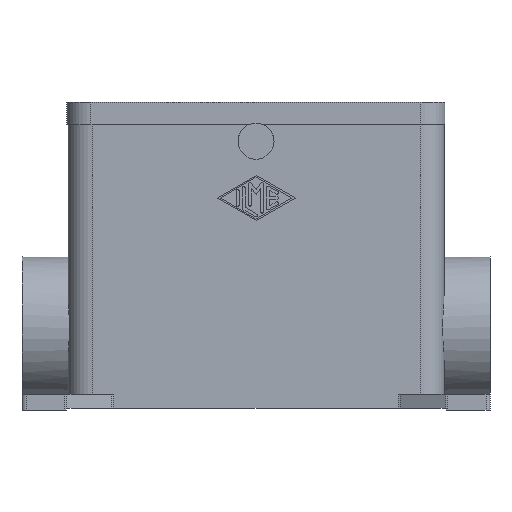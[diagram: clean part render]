
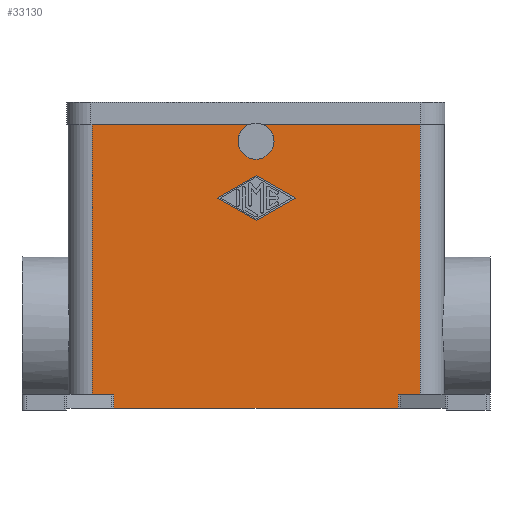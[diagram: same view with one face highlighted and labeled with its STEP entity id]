
A CAD part, front view. The second image highlights one B-rep face of the part: STEP entity #33130.
In plain terms, the highlighted planar face has unit normal (0, -1, 0).
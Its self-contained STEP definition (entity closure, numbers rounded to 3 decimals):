
#9640=CARTESIAN_POINT('',(-35.541,-21.75,-47.5));
#9650=DIRECTION('',(0.,0.,1.));
#9660=VECTOR('',#9650,3.5);
#9670=LINE('',#9640,#9660);
#9680=CARTESIAN_POINT('',(-35.541,-21.75,-47.5));
#9690=VERTEX_POINT('',#9680);
#9700=CARTESIAN_POINT('',(-35.541,-21.75,-44.));
#9710=VERTEX_POINT('',#9700);
#9720=EDGE_CURVE('',#9690,#9710,#9670,.T.);
#10420=CARTESIAN_POINT('',(41.,-21.75,23.5));
#10430=DIRECTION('',(0.,0.,-1.));
#10440=VECTOR('',#10430,67.5);
#10450=LINE('',#10420,#10440);
#10460=CARTESIAN_POINT('',(41.,-21.75,23.5));
#10470=VERTEX_POINT('',#10460);
#10480=CARTESIAN_POINT('',(41.,-21.75,-44.));
#10490=VERTEX_POINT('',#10480);
#10500=EDGE_CURVE('',#10470,#10490,#10450,.T.);
#15140=CARTESIAN_POINT('',(35.541,-21.75,-44.));
#15150=VERTEX_POINT('',#15140);
#15180=CARTESIAN_POINT('',(35.541,-21.75,-44.));
#15190=DIRECTION('',(1.,0.,0.));
#15200=VECTOR('',#15190,5.459);
#15210=LINE('',#15180,#15200);
#15220=EDGE_CURVE('',#15150,#10490,#15210,.T.);
#21570=CARTESIAN_POINT('',(-41.,-21.75,-44.));
#21580=VERTEX_POINT('',#21570);
#21610=CARTESIAN_POINT('',(-41.,-21.75,-44.));
#21620=DIRECTION('',(1.,0.,0.));
#21630=VECTOR('',#21620,5.459);
#21640=LINE('',#21610,#21630);
#21650=EDGE_CURVE('',#21580,#9710,#21640,.T.);
#29460=CARTESIAN_POINT('',(35.541,-21.75,-44.));
#29470=DIRECTION('',(0.,0.,-1.));
#29480=VECTOR('',#29470,3.5);
#29490=LINE('',#29460,#29480);
#29500=CARTESIAN_POINT('',(35.541,-21.75,-47.5));
#29510=VERTEX_POINT('',#29500);
#29520=EDGE_CURVE('',#15150,#29510,#29490,.T.);
#30190=CARTESIAN_POINT('',(41.,-21.75,23.5));
#30200=DIRECTION('',(-1.,0.,0.));
#30210=VECTOR('',#30200,82.);
#30220=LINE('',#30190,#30210);
#30230=CARTESIAN_POINT('',(1.327,-21.75,23.5));
#30240=VERTEX_POINT('',#30230);
#30250=EDGE_CURVE('',#10470,#30240,#30220,.T.);
#32330=CARTESIAN_POINT('',(41.,-21.75,1.5));
#32340=DIRECTION('',(0.,-1.,0.));
#32350=DIRECTION('',(0.,0.,-1.));
#32360=AXIS2_PLACEMENT_3D('',#32330,#32340,#32350);
#32370=PLANE('',#32360);
#32380=CARTESIAN_POINT('',(35.541,-21.75,-47.5));
#32390=DIRECTION('',(-1.,0.,0.));
#32400=VECTOR('',#32390,71.081);
#32410=LINE('',#32380,#32400);
#32420=EDGE_CURVE('',#29510,#9690,#32410,.T.);
#32430=ORIENTED_EDGE('',*,*,#32420,.F.);
#32440=ORIENTED_EDGE('',*,*,#9720,.F.);
#32450=ORIENTED_EDGE('',*,*,#21650,.T.);
#32460=CARTESIAN_POINT('',(-41.,-21.75,23.5));
#32470=DIRECTION('',(0.,0.,-1.));
#32480=VECTOR('',#32470,67.5);
#32490=LINE('',#32460,#32480);
#32500=CARTESIAN_POINT('',(-41.,-21.75,23.5));
#32510=VERTEX_POINT('',#32500);
#32520=EDGE_CURVE('',#32510,#21580,#32490,.T.);
#32530=ORIENTED_EDGE('',*,*,#32520,.T.);
#32540=CARTESIAN_POINT('',(-1.327,-21.75,23.5));
#32550=VERTEX_POINT('',#32540);
#32560=EDGE_CURVE('',#32550,#32510,#30220,.T.);
#32570=ORIENTED_EDGE('',*,*,#32560,.T.);
#32580=CARTESIAN_POINT('',(0.,-21.75,19.2));
#32590=DIRECTION('',(0.,-1.,0.));
#32600=DIRECTION('',(1.,0.,0.));
#32610=AXIS2_PLACEMENT_3D('',#32580,#32590,#32600);
#32620=CIRCLE('',#32610,4.5);
#32630=CARTESIAN_POINT('',(-4.5,-21.75,19.2));
#32640=VERTEX_POINT('',#32630);
#32650=EDGE_CURVE('',#32550,#32640,#32620,.T.);
#32660=ORIENTED_EDGE('',*,*,#32650,.F.);
#32670=CARTESIAN_POINT('',(4.5,-21.75,19.2));
#32680=VERTEX_POINT('',#32670);
#32690=EDGE_CURVE('',#32640,#32680,#32620,.T.);
#32700=ORIENTED_EDGE('',*,*,#32690,.F.);
#32710=EDGE_CURVE('',#32680,#30240,#32620,.T.);
#32720=ORIENTED_EDGE('',*,*,#32710,.F.);
#32730=ORIENTED_EDGE('',*,*,#30250,.T.);
#32740=ORIENTED_EDGE('',*,*,#10500,.F.);
#32750=ORIENTED_EDGE('',*,*,#15220,.T.);
#32760=ORIENTED_EDGE('',*,*,#29520,.F.);
#32770=EDGE_LOOP('',(#32760,#32750,#32740,#32730,#32720,#32700,#32660,
#32570,#32530,#32450,#32440,#32430));
#32780=FACE_OUTER_BOUND('',#32770,.T.);
#32790=CARTESIAN_POINT('',(0.,-21.75,10.625));
#32800=DIRECTION('',(0.866,0.,0.5));
#32810=VECTOR('',#32800,1.);
#32820=LINE('',#32790,#32810);
#32830=CARTESIAN_POINT('',(-9.75,-21.75,5.));
#32840=VERTEX_POINT('',#32830);
#32850=CARTESIAN_POINT('',(0.,-21.75,10.625));
#32860=VERTEX_POINT('',#32850);
#32870=EDGE_CURVE('',#32840,#32860,#32820,.T.);
#32880=ORIENTED_EDGE('',*,*,#32870,.T.);
#32890=CARTESIAN_POINT('',(0.,-21.75,-0.625));
#32900=DIRECTION('',(-0.866,0.,0.5));
#32910=VECTOR('',#32900,1.);
#32920=LINE('',#32890,#32910);
#32930=CARTESIAN_POINT('',(0.,-21.75,-0.625));
#32940=VERTEX_POINT('',#32930);
#32950=EDGE_CURVE('',#32940,#32840,#32920,.T.);
#32960=ORIENTED_EDGE('',*,*,#32950,.T.);
#32970=CARTESIAN_POINT('',(0.,-21.75,-0.625));
#32980=DIRECTION('',(-0.866,0.,-0.5));
#32990=VECTOR('',#32980,1.);
#33000=LINE('',#32970,#32990);
#33010=CARTESIAN_POINT('',(9.75,-21.75,5.));
#33020=VERTEX_POINT('',#33010);
#33030=EDGE_CURVE('',#33020,#32940,#33000,.T.);
#33040=ORIENTED_EDGE('',*,*,#33030,.T.);
#33050=CARTESIAN_POINT('',(0.,-21.75,10.625));
#33060=DIRECTION('',(0.866,0.,-0.5));
#33070=VECTOR('',#33060,1.);
#33080=LINE('',#33050,#33070);
#33090=EDGE_CURVE('',#32860,#33020,#33080,.T.);
#33100=ORIENTED_EDGE('',*,*,#33090,.T.);
#33110=EDGE_LOOP('',(#33100,#33040,#32960,#32880));
#33120=FACE_BOUND('',#33110,.T.);
#33130=ADVANCED_FACE('',(#32780,#33120),#32370,.T.);
